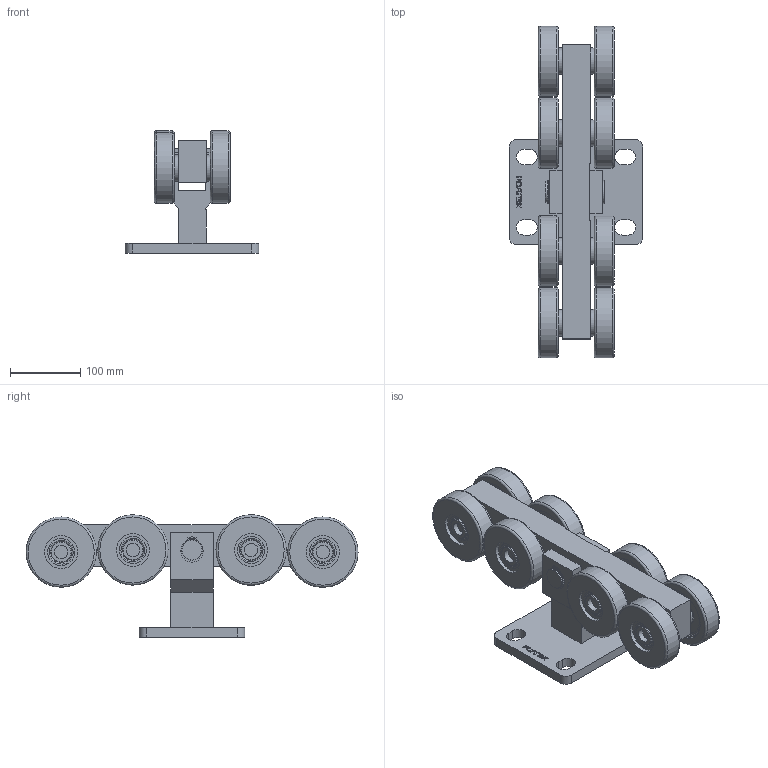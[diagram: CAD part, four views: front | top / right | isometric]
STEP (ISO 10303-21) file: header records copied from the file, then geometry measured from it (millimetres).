
FILE_DESCRIPTION(('STEP AP214'), '1');
FILE_NAME('ÐË008.05.00.000 ÑÁ Îïîðà ÌÀÊÑ', '', ('UNSPECIFIED'), ('UNSPECIFIED'), 'ASCON STEP Converter 1.6', 'ASCON Math Kernel', '');
FILE_SCHEMA(('AUTOMOTIVE_DESIGN { 1 0 10303 214 3 1 1}'));
Length unit declared in the file: millimetre
Products named in the file (1): 倓008.05.00.000
Bounding box: 190 x 472 x 174 mm (x, y, z)
Volume: 3310877.2 mm3; surface area: 430038.9 mm2
Topology: 1 solids, 1 shells, 407 faces, 884 edges, 581 vertices
Faces by surface type: plane 201, cylinder 171, torus 30, cone 5
Full cylindrical faces by diameter (mm): 2 x2, 19 x4, 26.8 x1, 29 x4, 30 x4, 33 x1, 34 x4, 38 x8, 38.4 x16, 40 x4, 47 x8, 63.6 x16, 72 x8, 76 x8, 100 x8
Entity records: 13882 total; most frequent: DIRECTION 1960, CARTESIAN_POINT 1742, ORIENTED_EDGE 1506, AXIS2_PLACEMENT_3D 799, EDGE_CURVE 753, EDGE_LOOP 654, VERTEX_POINT 581, FACE_BOUND 417
